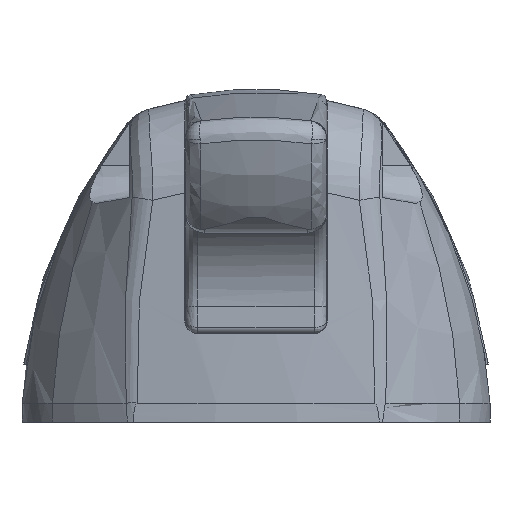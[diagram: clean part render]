
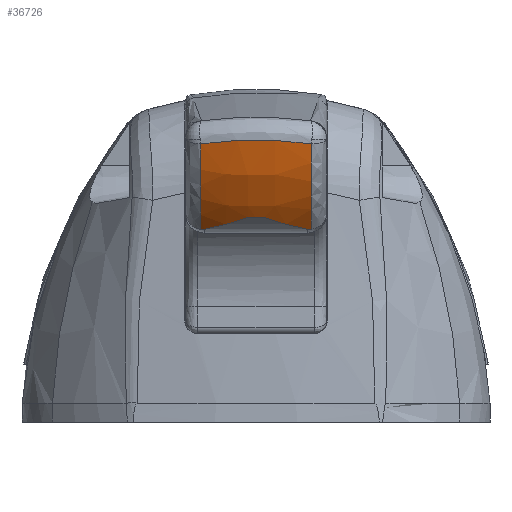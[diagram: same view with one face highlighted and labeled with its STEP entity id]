
A CAD part, front view. The second image highlights one B-rep face of the part: STEP entity #36726.
In plain terms, the highlighted toroidal (fillet/blend) face has major radius 23 mm and minor radius 50 mm.
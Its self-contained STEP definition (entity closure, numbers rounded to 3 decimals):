
#1264 = CARTESIAN_POINT ( 'NONE',  ( 8.2, -7.512, -177.03 ) ) ;
#1929 = B_SPLINE_CURVE_WITH_KNOTS ( 'NONE', 3,
 ( #11829, #39736, #16236, #7405 ),
 .UNSPECIFIED., .F., .F.,
 ( 4, 4 ),
 ( 0., 1. ),
 .UNSPECIFIED. ) ;
#2244 = CARTESIAN_POINT ( 'NONE',  ( 0., 12.132, -159.507 ) ) ;
#2630 = VERTEX_POINT ( 'NONE', #28522 ) ;
#5649 = CARTESIAN_POINT ( 'NONE',  ( -3.629, -6.464, -179.007 ) ) ;
#5940 = ORIENTED_EDGE ( 'NONE', *, *, #15055, .T. ) ;
#6269 = CARTESIAN_POINT ( 'NONE',  ( -5.914, -7.092, -178.072 ) ) ;
#6517 = CARTESIAN_POINT ( 'NONE',  ( 5.914, -7.092, -178.072 ) ) ;
#6529 = CARTESIAN_POINT ( 'NONE',  ( 8.723, 6.009, -185.016 ) ) ;
#7405 = CARTESIAN_POINT ( 'NONE',  ( 8.2, -7.512, -177.03 ) ) ;
#7808 = CARTESIAN_POINT ( 'NONE',  ( -8.723, 6.009, -185.016 ) ) ;
#8180 = CARTESIAN_POINT ( 'NONE',  ( 8.723, 3.411, -184.392 ) ) ;
#8276 = CARTESIAN_POINT ( 'NONE',  ( 8.2, -7.512, -177.03 ) ) ;
#9681 = EDGE_CURVE ( 'NONE', #47580, #10463, #25026, .T. ) ;
#9913 = CARTESIAN_POINT ( 'NONE',  ( -8.723, -5.75, -178.887 ) ) ;
#10463 = VERTEX_POINT ( 'NONE', #6529 ) ;
#11829 = CARTESIAN_POINT ( 'NONE',  ( 8.723, -7.519, -176.886 ) ) ;
#12228 = EDGE_CURVE ( 'NONE', #59619, #47580, #33032, .T. ) ;
#12571 = VERTEX_POINT ( 'NONE', #8276 ) ;
#13014 = CARTESIAN_POINT ( 'NONE',  ( -1.51, 6.608, -185.935 ) ) ;
#13800 = AXIS2_PLACEMENT_3D ( 'NONE', #2244, #38809, #39008 ) ;
#14845 = CARTESIAN_POINT ( 'NONE',  ( 1.318, -5.669, -179.786 ) ) ;
#15055 = EDGE_CURVE ( 'NONE', #2630, #59619, #35023, .T. ) ;
#15333 = CARTESIAN_POINT ( 'NONE',  ( 1.318, -5.669, -179.786 ) ) ;
#16070 = ORIENTED_EDGE ( 'NONE', *, *, #9681, .T. ) ;
#16236 = CARTESIAN_POINT ( 'NONE',  ( 8.373, -7.544, -176.951 ) ) ;
#17408 = CARTESIAN_POINT ( 'NONE',  ( 8.723, -3.672, -180.616 ) ) ;
#17539 = ORIENTED_EDGE ( 'NONE', *, *, #30878, .F. ) ;
#18496 = CARTESIAN_POINT ( 'NONE',  ( -1.318, -5.669, -179.786 ) ) ;
#20549 = CARTESIAN_POINT ( 'NONE',  ( -8.723, 0.909, -183.369 ) ) ;
#21400 = VERTEX_POINT ( 'NONE', #34231 ) ;
#24090 = CARTESIAN_POINT ( 'NONE',  ( -1.318, -5.669, -179.786 ) ) ;
#24122 = CARTESIAN_POINT ( 'NONE',  ( -8.2, -7.512, -177.03 ) ) ;
#24577 = CARTESIAN_POINT ( 'NONE',  ( 3.629, -6.464, -179.007 ) ) ;
#25026 = B_SPLINE_CURVE_WITH_KNOTS ( 'NONE', 3,
 ( #31067, #59082, #40762, #30672, #13014, #49025, #31467, #35940, #30869, #54246 ),
 .UNSPECIFIED., .F., .F.,
 ( 4, 2, 2, 2, 4 ),
 ( 0.003, 0.007, 0.011, 0.016, 0.02 ),
 .UNSPECIFIED. ) ;
#26941 = ORIENTED_EDGE ( 'NONE', *, *, #46103, .T. ) ;
#27241 = B_SPLINE_CURVE_WITH_KNOTS ( 'NONE', 3,
 ( #15333, #24577, #6517, #1264 ),
 .UNSPECIFIED., .F., .F.,
 ( 4, 4 ),
 ( 0., 0.008 ),
 .UNSPECIFIED. ) ;
#27379 = EDGE_LOOP ( 'NONE', ( #29171, #5940, #51284, #16070, #38597, #26941, #33291, #17539 ) ) ;
#27461 = CARTESIAN_POINT ( 'NONE',  ( -8.723, -7.519, -176.886 ) ) ;
#28456 = CARTESIAN_POINT ( 'NONE',  ( -8.548, -7.546, -176.903 ) ) ;
#28522 = CARTESIAN_POINT ( 'NONE',  ( -8.2, -7.512, -177.03 ) ) ;
#28676 = CARTESIAN_POINT ( 'NONE',  ( 0.439, -5.671, -179.815 ) ) ;
#29171 = ORIENTED_EDGE ( 'NONE', *, *, #59176, .F. ) ;
#29749 = B_SPLINE_CURVE_WITH_KNOTS ( 'NONE', 3,
 ( #24122, #6269, #5649, #33728 ),
 .UNSPECIFIED., .F., .F.,
 ( 4, 4 ),
 ( 0.003, 0.011 ),
 .UNSPECIFIED. ) ;
#30672 = CARTESIAN_POINT ( 'NONE',  ( -2.972, 6.556, -185.857 ) ) ;
#30869 = CARTESIAN_POINT ( 'NONE',  ( 7.298, 6.206, -185.323 ) ) ;
#30878 = EDGE_CURVE ( 'NONE', #37159, #21400, #50682, .T. ) ;
#31067 = CARTESIAN_POINT ( 'NONE',  ( -8.723, 6.009, -185.016 ) ) ;
#31467 = CARTESIAN_POINT ( 'NONE',  ( 2.929, 6.558, -185.861 ) ) ;
#31980 = B_SPLINE_CURVE_WITH_KNOTS ( 'NONE', 3,
 ( #49982, #8180, #44922, #17408, #54212, #53806 ),
 .UNSPECIFIED., .F., .F.,
 ( 4, 2, 4 ),
 ( 0., 0.5, 1. ),
 .UNSPECIFIED. ) ;
#33032 = B_SPLINE_CURVE_WITH_KNOTS ( 'NONE', 3,
 ( #46487, #9913, #37819, #20549, #42837, #33586 ),
 .UNSPECIFIED., .F., .F.,
 ( 4, 2, 4 ),
 ( 0., 0.5, 1. ),
 .UNSPECIFIED. ) ;
#33065 = VERTEX_POINT ( 'NONE', #55846 ) ;
#33070 = CARTESIAN_POINT ( 'NONE',  ( -8.373, -7.544, -176.951 ) ) ;
#33291 = ORIENTED_EDGE ( 'NONE', *, *, #41885, .F. ) ;
#33586 = CARTESIAN_POINT ( 'NONE',  ( -8.723, 6.009, -185.016 ) ) ;
#33728 = CARTESIAN_POINT ( 'NONE',  ( -1.318, -5.669, -179.786 ) ) ;
#34231 = CARTESIAN_POINT ( 'NONE',  ( 1.318, -5.669, -179.786 ) ) ;
#35023 = B_SPLINE_CURVE_WITH_KNOTS ( 'NONE', 3,
 ( #36935, #33070, #28456, #46374 ),
 .UNSPECIFIED., .F., .F.,
 ( 4, 4 ),
 ( 0., 1. ),
 .UNSPECIFIED. ) ;
#35940 = CARTESIAN_POINT ( 'NONE',  ( 5.854, 6.356, -185.553 ) ) ;
#36726 = ADVANCED_FACE ( 'NONE', ( #44584 ), #59009, .T. ) ;
#36935 = CARTESIAN_POINT ( 'NONE',  ( -8.2, -7.512, -177.03 ) ) ;
#37159 = VERTEX_POINT ( 'NONE', #18496 ) ;
#37819 = CARTESIAN_POINT ( 'NONE',  ( -8.723, -3.672, -180.616 ) ) ;
#38597 = ORIENTED_EDGE ( 'NONE', *, *, #53695, .T. ) ;
#38809 = DIRECTION ( 'NONE',  ( 1., 0., 0. ) ) ;
#39008 = DIRECTION ( 'NONE',  ( 0., 0., -1. ) ) ;
#39736 = CARTESIAN_POINT ( 'NONE',  ( 8.548, -7.546, -176.903 ) ) ;
#40762 = CARTESIAN_POINT ( 'NONE',  ( -5.868, 6.355, -185.55 ) ) ;
#41885 = EDGE_CURVE ( 'NONE', #21400, #12571, #27241, .T. ) ;
#42837 = CARTESIAN_POINT ( 'NONE',  ( -8.723, 3.411, -184.392 ) ) ;
#44584 = FACE_OUTER_BOUND ( 'NONE', #27379, .T. ) ;
#44922 = CARTESIAN_POINT ( 'NONE',  ( 8.723, 0.909, -183.369 ) ) ;
#46103 = EDGE_CURVE ( 'NONE', #33065, #12571, #1929, .T. ) ;
#46374 = CARTESIAN_POINT ( 'NONE',  ( -8.723, -7.519, -176.886 ) ) ;
#46487 = CARTESIAN_POINT ( 'NONE',  ( -8.723, -7.519, -176.886 ) ) ;
#46796 = CARTESIAN_POINT ( 'NONE',  ( -0.439, -5.671, -179.815 ) ) ;
#47580 = VERTEX_POINT ( 'NONE', #7808 ) ;
#49025 = CARTESIAN_POINT ( 'NONE',  ( 1.442, 6.609, -185.938 ) ) ;
#49982 = CARTESIAN_POINT ( 'NONE',  ( 8.723, 6.009, -185.016 ) ) ;
#50682 = B_SPLINE_CURVE_WITH_KNOTS ( 'NONE', 3,
 ( #24090, #46796, #28676, #14845 ),
 .UNSPECIFIED., .F., .F.,
 ( 4, 4 ),
 ( 0., 0.003 ),
 .UNSPECIFIED. ) ;
#51284 = ORIENTED_EDGE ( 'NONE', *, *, #12228, .T. ) ;
#53695 = EDGE_CURVE ( 'NONE', #10463, #33065, #31980, .T. ) ;
#53806 = CARTESIAN_POINT ( 'NONE',  ( 8.723, -7.519, -176.886 ) ) ;
#54212 = CARTESIAN_POINT ( 'NONE',  ( 8.723, -5.75, -178.887 ) ) ;
#54246 = CARTESIAN_POINT ( 'NONE',  ( 8.723, 6.009, -185.016 ) ) ;
#55846 = CARTESIAN_POINT ( 'NONE',  ( 8.723, -7.519, -176.886 ) ) ;
#59009 = TOROIDAL_SURFACE ( 'NONE', #13800, -23., 50. ) ;
#59082 = CARTESIAN_POINT ( 'NONE',  ( -7.303, 6.205, -185.322 ) ) ;
#59176 = EDGE_CURVE ( 'NONE', #2630, #37159, #29749, .T. ) ;
#59619 = VERTEX_POINT ( 'NONE', #27461 ) ;
